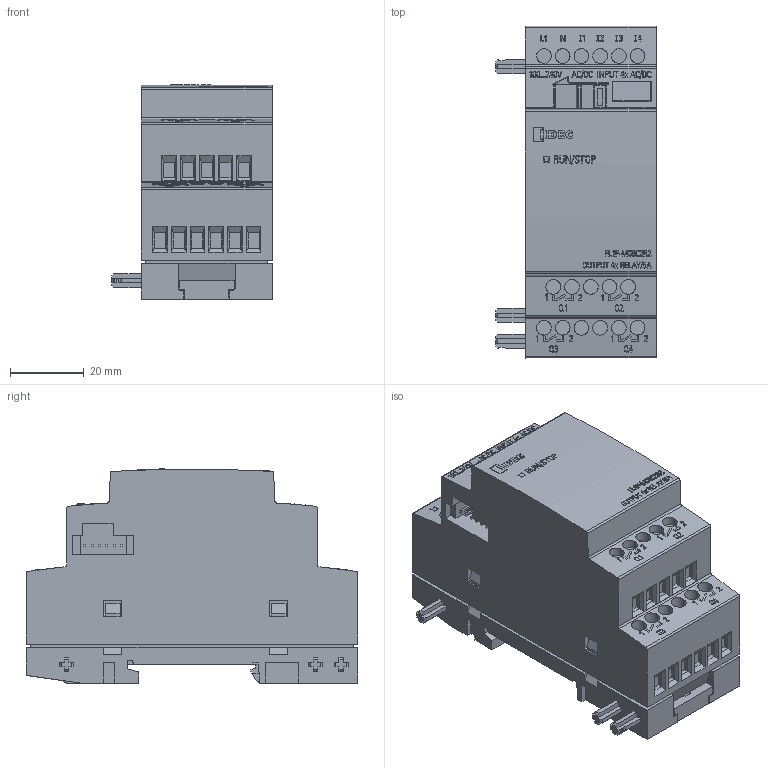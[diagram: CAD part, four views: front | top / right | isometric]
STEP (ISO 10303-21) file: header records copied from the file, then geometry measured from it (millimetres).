
FILE_DESCRIPTION (( 'STEP AP203' ), '1' );
FILE_NAME ('FL1F-M08C2R2_3d.STEP', '2016-08-25T11:45:53', ( '' ), ( '' ), 'SwSTEP 2.0', 'SolidWorks 2014', '' );
FILE_SCHEMA (( 'CONFIG_CONTROL_DESIGN' ));
Length unit declared in the file: millimetre
Products named in the file (4): A5E36451535A_001_4; A5E36451536A_001; FL1F-M08C2R2_3d; A5E36451538A_001
Assembly tree (3 placements, depth 2):
  FL1F-M08C2R2_3d
    A5E36451536A_001
    A5E36451538A_001
    A5E36451535A_001_4
Bounding box: 43.5 x 90 x 58.15 mm (x, y, z)
Volume: 144482.8 mm3; surface area: 25973 mm2
Topology: 106 solids, 107 shells, 1899 faces, 4729 edges, 3110 vertices
Faces by surface type: plane 1474, bspline 332, cylinder 93
Entity records: 73336 total; most frequent: CARTESIAN_POINT 30340, ORIENTED_EDGE 9450, DIRECTION 7071, EDGE_CURVE 4725, LINE 3823, VECTOR 3823, VERTEX_POINT 3110, EDGE_LOOP 2037
